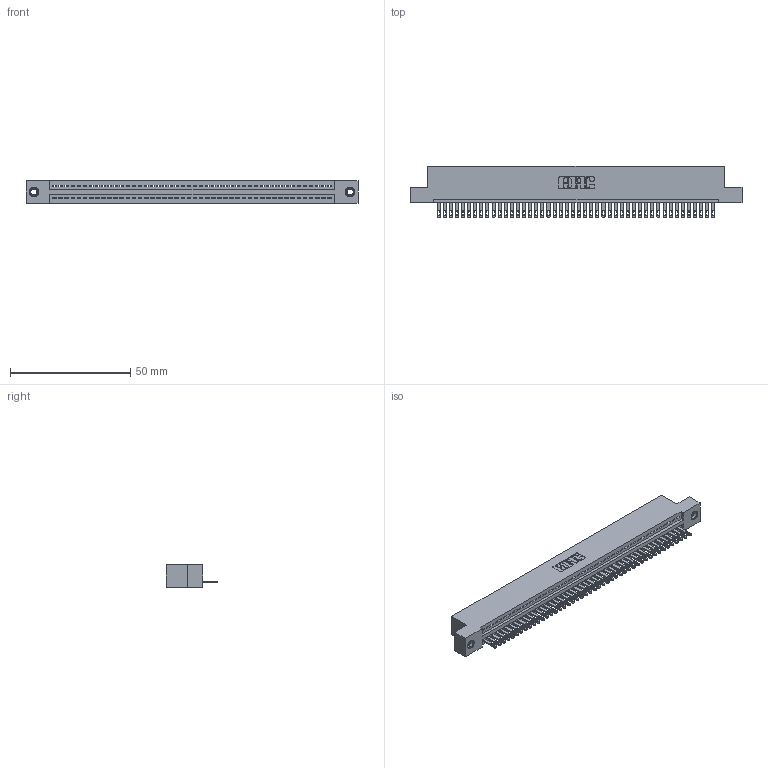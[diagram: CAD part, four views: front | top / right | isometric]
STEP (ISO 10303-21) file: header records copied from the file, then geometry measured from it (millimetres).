
FILE_DESCRIPTION (( 'STEP AP203' ), '1' );
FILE_NAME ('345-046-500-107.STEP', '2019-10-08T22:27:44', ( '' ), ( '' ), 'SwSTEP 2.0', 'SolidWorks 2016', '' );
FILE_SCHEMA (( 'CONFIG_CONTROL_DESIGN' ));
Length unit declared in the file: inch
Products named in the file (4): 345 Part_Flush Mounting Lugs - 0.156 Dia-TI; 345-250-001_345-250-005-103; 345-292-001_345-293-100; 345-046-500-107
Assembly tree (49 placements, depth 2):
  345-046-500-107
    345 Part_Flush Mounting Lugs - 0.156 Dia-TI
    345-292-001_345-293-100  x46
    345-250-001_345-250-005-103  x2
Bounding box: 138.05 x 21.51 x 9.4 mm (x, y, z)
Volume: 13159.8 mm3; surface area: 17678.3 mm2
Topology: 49 solids, 49 shells, 2670 faces, 8205 edges, 5462 vertices
Faces by surface type: plane 1676, cylinder 978, cone 12, torus 4
Entity records: 35198 total; most frequent: CARTESIAN_POINT 6077, ORIENTED_EDGE 6050, DIRECTION 5331, EDGE_CURVE 3025, LINE 2685, VECTOR 2685, VERTEX_POINT 2012, AXIS2_PLACEMENT_3D 1323
